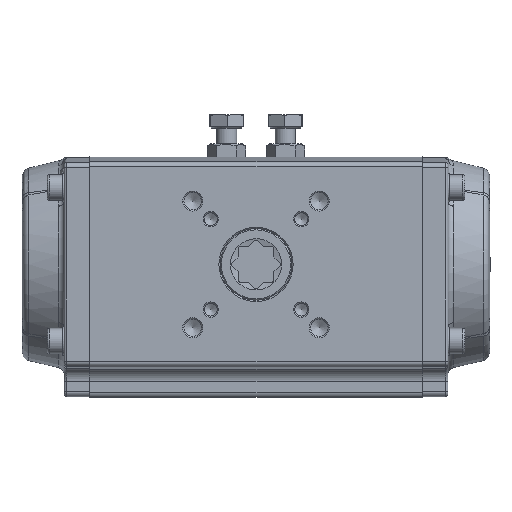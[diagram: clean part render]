
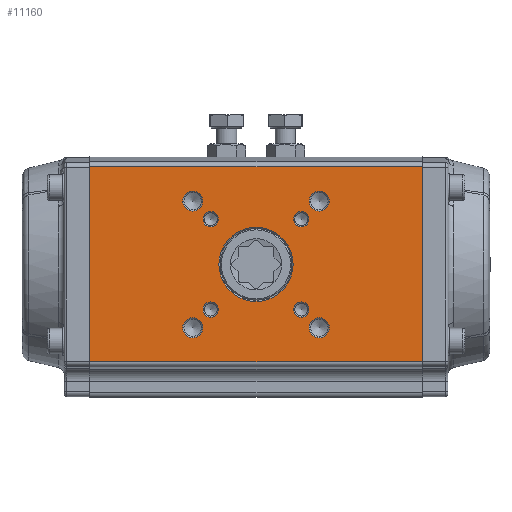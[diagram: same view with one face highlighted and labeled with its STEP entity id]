
A CAD part, front view. The second image highlights one B-rep face of the part: STEP entity #11160.
In plain terms, the highlighted planar face has unit normal (0, -1, 0).
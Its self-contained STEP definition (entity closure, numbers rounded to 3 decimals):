
#1179=LINE('',#22048,#1872);
#1182=LINE('',#22072,#1875);
#1188=LINE('',#22103,#1881);
#1189=LINE('',#22104,#1882);
#1872=VECTOR('',#16200,1000.);
#1875=VECTOR('',#16223,1000.);
#1881=VECTOR('',#16253,1000.);
#1882=VECTOR('',#16254,1000.);
#4926=ORIENTED_EDGE('',*,*,#6703,.F.);
#4927=ORIENTED_EDGE('',*,*,#6731,.T.);
#4928=ORIENTED_EDGE('',*,*,#6715,.T.);
#4929=ORIENTED_EDGE('',*,*,#6732,.T.);
#4930=ORIENTED_EDGE('',*,*,#6592,.T.);
#4931=ORIENTED_EDGE('',*,*,#6564,.T.);
#4932=ORIENTED_EDGE('',*,*,#6566,.T.);
#4933=ORIENTED_EDGE('',*,*,#6568,.T.);
#4934=ORIENTED_EDGE('',*,*,#6570,.T.);
#4935=ORIENTED_EDGE('',*,*,#6572,.T.);
#4936=ORIENTED_EDGE('',*,*,#6574,.T.);
#4937=ORIENTED_EDGE('',*,*,#6576,.T.);
#4938=ORIENTED_EDGE('',*,*,#6578,.T.);
#6564=EDGE_CURVE('',#7786,#7786,#8582,.T.);
#6566=EDGE_CURVE('',#7788,#7788,#8584,.T.);
#6568=EDGE_CURVE('',#7790,#7790,#8586,.T.);
#6570=EDGE_CURVE('',#7792,#7792,#8588,.T.);
#6572=EDGE_CURVE('',#7794,#7794,#8590,.T.);
#6574=EDGE_CURVE('',#7796,#7796,#8592,.T.);
#6576=EDGE_CURVE('',#7798,#7798,#8594,.T.);
#6578=EDGE_CURVE('',#7800,#7800,#8596,.T.);
#6592=EDGE_CURVE('',#7814,#7814,#8610,.T.);
#6703=EDGE_CURVE('',#7935,#7936,#1179,.T.);
#6715=EDGE_CURVE('',#7947,#7946,#1182,.T.);
#6731=EDGE_CURVE('',#7935,#7947,#1188,.T.);
#6732=EDGE_CURVE('',#7946,#7936,#1189,.T.);
#7786=VERTEX_POINT('',#21449);
#7788=VERTEX_POINT('',#21454);
#7790=VERTEX_POINT('',#21459);
#7792=VERTEX_POINT('',#21464);
#7794=VERTEX_POINT('',#21469);
#7796=VERTEX_POINT('',#21474);
#7798=VERTEX_POINT('',#21479);
#7800=VERTEX_POINT('',#21484);
#7814=VERTEX_POINT('',#21519);
#7935=VERTEX_POINT('',#22047);
#7936=VERTEX_POINT('',#22049);
#7946=VERTEX_POINT('',#22071);
#7947=VERTEX_POINT('',#22073);
#8582=CIRCLE('',#12915,3.9);
#8584=CIRCLE('',#12918,3.);
#8586=CIRCLE('',#12921,3.);
#8588=CIRCLE('',#12924,3.9);
#8590=CIRCLE('',#12927,3.);
#8592=CIRCLE('',#12930,3.);
#8594=CIRCLE('',#12933,3.9);
#8596=CIRCLE('',#12936,3.9);
#8610=CIRCLE('',#12957,14.5);
#9408=EDGE_LOOP('',(#4926,#4927,#4928,#4929));
#9409=EDGE_LOOP('',(#4930));
#9410=EDGE_LOOP('',(#4931));
#9411=EDGE_LOOP('',(#4932));
#9412=EDGE_LOOP('',(#4933));
#9413=EDGE_LOOP('',(#4934));
#9414=EDGE_LOOP('',(#4935));
#9415=EDGE_LOOP('',(#4936));
#9416=EDGE_LOOP('',(#4937));
#9417=EDGE_LOOP('',(#4938));
#10215=FACE_BOUND('',#9408,.T.);
#10216=FACE_BOUND('',#9409,.T.);
#10217=FACE_BOUND('',#9410,.T.);
#10218=FACE_BOUND('',#9411,.T.);
#10219=FACE_BOUND('',#9412,.T.);
#10220=FACE_BOUND('',#9413,.T.);
#10221=FACE_BOUND('',#9414,.T.);
#10222=FACE_BOUND('',#9415,.T.);
#10223=FACE_BOUND('',#9416,.T.);
#10224=FACE_BOUND('',#9417,.T.);
#10532=PLANE('',#13066);
#11160=ADVANCED_FACE('',(#10215,#10216,#10217,#10218,#10219,#10220,#10221,
#10222,#10223,#10224),#10532,.F.);
#12915=AXIS2_PLACEMENT_3D('',#21448,#15896,#15897);
#12918=AXIS2_PLACEMENT_3D('',#21453,#15902,#15903);
#12921=AXIS2_PLACEMENT_3D('',#21458,#15908,#15909);
#12924=AXIS2_PLACEMENT_3D('',#21463,#15914,#15915);
#12927=AXIS2_PLACEMENT_3D('',#21468,#15920,#15921);
#12930=AXIS2_PLACEMENT_3D('',#21473,#15926,#15927);
#12933=AXIS2_PLACEMENT_3D('',#21478,#15932,#15933);
#12936=AXIS2_PLACEMENT_3D('',#21483,#15938,#15939);
#12957=AXIS2_PLACEMENT_3D('',#21518,#15980,#15981);
#13066=AXIS2_PLACEMENT_3D('',#22102,#16251,#16252);
#15896=DIRECTION('',(0.,1.,0.));
#15897=DIRECTION('',(0.,0.,1.));
#15902=DIRECTION('',(0.,1.,0.));
#15903=DIRECTION('',(0.,0.,1.));
#15908=DIRECTION('',(0.,1.,0.));
#15909=DIRECTION('',(0.,0.,1.));
#15914=DIRECTION('',(0.,1.,0.));
#15915=DIRECTION('',(0.,0.,1.));
#15920=DIRECTION('',(0.,1.,0.));
#15921=DIRECTION('',(0.,0.,1.));
#15926=DIRECTION('',(0.,1.,0.));
#15927=DIRECTION('',(0.,0.,1.));
#15932=DIRECTION('',(0.,1.,0.));
#15933=DIRECTION('',(0.,0.,1.));
#15938=DIRECTION('',(0.,1.,0.));
#15939=DIRECTION('',(0.,0.,1.));
#15980=DIRECTION('',(0.,1.,0.));
#15981=DIRECTION('',(0.,0.,1.));
#16200=DIRECTION('',(0.,0.,-1.));
#16223=DIRECTION('',(0.,0.,-1.));
#16251=DIRECTION('',(0.,1.,0.));
#16252=DIRECTION('',(0.,0.,1.));
#16253=DIRECTION('',(-1.,0.,0.));
#16254=DIRECTION('',(1.,0.,0.));
#21448=CARTESIAN_POINT('',(-2.253,113.776,181.681));
#21449=CARTESIAN_POINT('',(-2.253,113.776,185.581));
#21453=CARTESIAN_POINT('',(-9.324,113.776,188.752));
#21454=CARTESIAN_POINT('',(-9.324,113.776,191.752));
#21458=CARTESIAN_POINT('',(-44.679,113.776,188.752));
#21459=CARTESIAN_POINT('',(-44.679,113.776,191.752));
#21463=CARTESIAN_POINT('',(-51.75,113.776,181.681));
#21464=CARTESIAN_POINT('',(-51.75,113.776,185.581));
#21468=CARTESIAN_POINT('',(-9.324,113.776,224.107));
#21469=CARTESIAN_POINT('',(-9.324,113.776,227.107));
#21473=CARTESIAN_POINT('',(-44.679,113.776,224.107));
#21474=CARTESIAN_POINT('',(-44.679,113.776,227.107));
#21478=CARTESIAN_POINT('',(-51.75,113.776,231.179));
#21479=CARTESIAN_POINT('',(-51.75,113.776,235.079));
#21483=CARTESIAN_POINT('',(-2.253,113.776,231.179));
#21484=CARTESIAN_POINT('',(-2.253,113.776,235.079));
#21518=CARTESIAN_POINT('',(-27.002,113.776,206.43));
#21519=CARTESIAN_POINT('',(-27.002,113.776,220.93));
#22047=CARTESIAN_POINT('',(37.998,113.776,244.51));
#22048=CARTESIAN_POINT('',(37.998,113.776,246.43));
#22049=CARTESIAN_POINT('',(37.998,113.776,168.348));
#22071=CARTESIAN_POINT('',(-92.002,113.776,168.348));
#22072=CARTESIAN_POINT('',(-92.002,113.776,246.43));
#22073=CARTESIAN_POINT('',(-92.002,113.776,244.51));
#22102=CARTESIAN_POINT('',(37.998,113.776,246.43));
#22103=CARTESIAN_POINT('',(37.998,113.776,244.51));
#22104=CARTESIAN_POINT('',(37.998,113.776,168.348));
